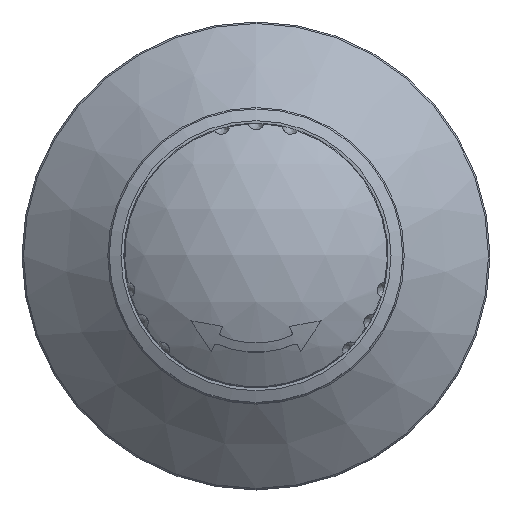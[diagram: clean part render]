
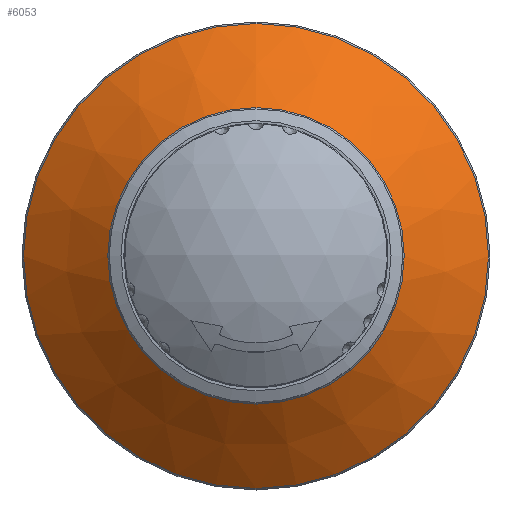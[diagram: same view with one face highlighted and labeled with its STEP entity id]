
A CAD part, top view. The second image highlights one B-rep face of the part: STEP entity #6053.
In plain terms, the highlighted conical face has half-angle 50 degrees and reference radius 22.7 mm.
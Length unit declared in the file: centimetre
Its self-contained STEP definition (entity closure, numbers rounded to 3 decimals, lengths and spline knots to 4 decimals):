
#211=CONICAL_SURFACE('',#6525,2.27,50.);
#238=FACE_BOUND('',#953,.T.);
#581=FACE_OUTER_BOUND('',#952,.T.);
#952=EDGE_LOOP('',(#4632));
#953=EDGE_LOOP('',(#4633));
#1329=CIRCLE('',#6524,1.7679);
#1330=CIRCLE('',#6526,2.7721);
#2713=VERTEX_POINT('',#9621);
#2714=VERTEX_POINT('',#9624);
#3430=EDGE_CURVE('',#2713,#2713,#1329,.T.);
#3431=EDGE_CURVE('',#2714,#2714,#1330,.T.);
#4632=ORIENTED_EDGE('',*,*,#3431,.F.);
#4633=ORIENTED_EDGE('',*,*,#3430,.T.);
#6053=ADVANCED_FACE('',(#581,#238),#211,.T.);
#6524=AXIS2_PLACEMENT_3D('',#9622,#7663,#7664);
#6525=AXIS2_PLACEMENT_3D('',#9623,#7665,#7666);
#6526=AXIS2_PLACEMENT_3D('',#9625,#7667,#7668);
#7663=DIRECTION('center_axis',(0.,0.,
-1.));
#7664=DIRECTION('ref_axis',(0.,1.,0.));
#7665=DIRECTION('center_axis',(0.,0.,
-1.));
#7666=DIRECTION('ref_axis',(0.,1.,0.));
#7667=DIRECTION('center_axis',(0.,0.,
-1.));
#7668=DIRECTION('ref_axis',(0.,1.,0.));
#9621=CARTESIAN_POINT('',(0.,1.5454,3.1668));
#9622=CARTESIAN_POINT('Origin',(0.,-0.2224,
3.1668));
#9623=CARTESIAN_POINT('Origin',(0.,-0.2224,
2.7454));
#9624=CARTESIAN_POINT('',(0.,2.5497,2.3241));
#9625=CARTESIAN_POINT('Origin',(0.,-0.2224,
2.3241));
